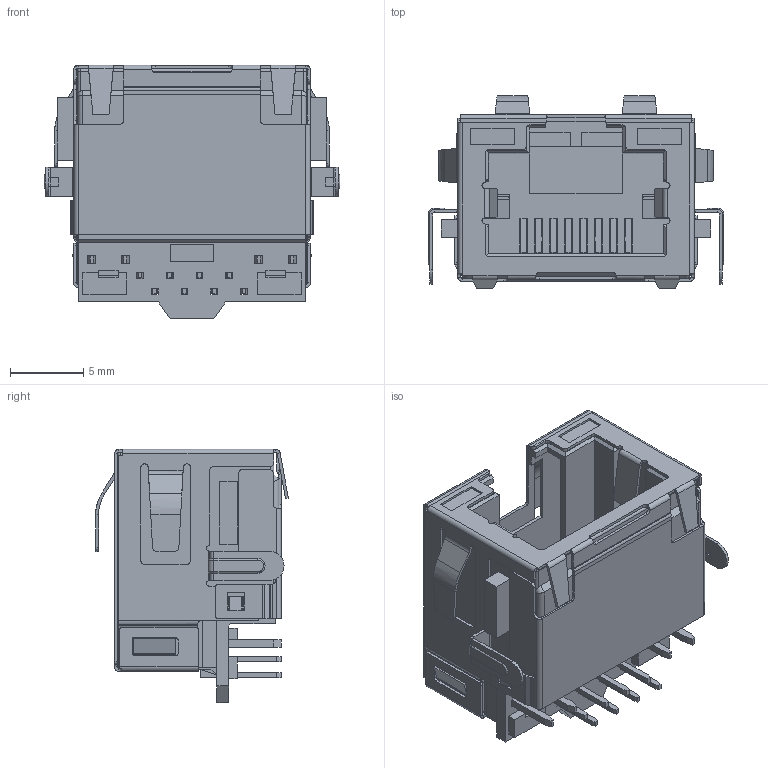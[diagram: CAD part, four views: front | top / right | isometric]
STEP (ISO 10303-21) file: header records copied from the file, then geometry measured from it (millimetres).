
FILE_DESCRIPTION((''),'2;1');
FILE_NAME('RJ30-SPRING-LED','2020-08-05T13:34:09',('Administrator'),(''),'CREO PARAMETRIC BY PTC INC, 2018400','CREO PARAMETRIC BY PTC INC, 2018400','');
FILE_SCHEMA(('CONFIG_CONTROL_DESIGN'));
Length unit declared in the file: millimetre
Products named in the file (1): RJ30-SPRING-LED
Bounding box: 20.24 x 13.2 x 17.35 mm (x, y, z)
Volume: 902.6 mm3; surface area: 3701.6 mm2
Topology: 7 solids, 7 shells, 1608 faces, 4503 edges, 2832 vertices
Faces by surface type: plane 1258, cylinder 314, bspline 24, torus 8, sphere 4
Entity records: 51795 total; most frequent: CARTESIAN_POINT 10227, ORIENTED_EDGE 8998, DIRECTION 8147, EDGE_CURVE 4499, VECTOR 3767, LINE 3767, VERTEX_POINT 2832, AXIS2_PLACEMENT_3D 2190
